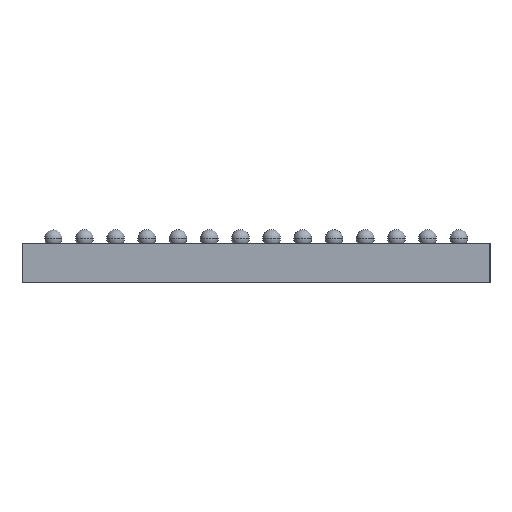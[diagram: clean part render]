
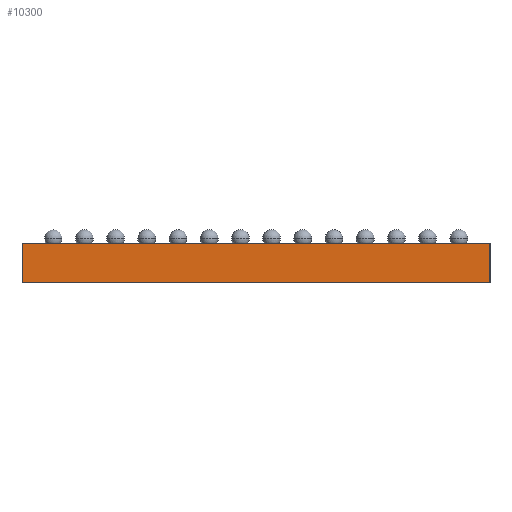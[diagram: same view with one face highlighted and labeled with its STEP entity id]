
A CAD part, left-side view. The second image highlights one B-rep face of the part: STEP entity #10300.
In plain terms, the highlighted planar face has unit normal (-1, 0, 0).
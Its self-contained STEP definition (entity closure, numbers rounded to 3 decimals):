
#158 = CARTESIAN_POINT ( 'NONE',  ( -6., 6., 0. ) ) ;
#641 = ORIENTED_EDGE ( 'NONE', *, *, #9836, .F. ) ;
#1346 = ORIENTED_EDGE ( 'NONE', *, *, #14179, .T. ) ;
#1990 = ORIENTED_EDGE ( 'NONE', *, *, #14500, .F. ) ;
#2123 = VERTEX_POINT ( 'NONE', #4267 ) ;
#2513 = ORIENTED_EDGE ( 'NONE', *, *, #11293, .T. ) ;
#2828 = VERTEX_POINT ( 'NONE', #158 ) ;
#2938 = VECTOR ( 'NONE', #8614, 1000. ) ;
#3320 = CARTESIAN_POINT ( 'NONE',  ( -6., 6., 1. ) ) ;
#4267 = CARTESIAN_POINT ( 'NONE',  ( -6., -6., 0. ) ) ;
#4288 = VERTEX_POINT ( 'NONE', #5820 ) ;
#4554 = DIRECTION ( 'NONE',  ( 0., -1., 0. ) ) ;
#4774 = CARTESIAN_POINT ( 'NONE',  ( -6., -6., 1. ) ) ;
#5134 = VECTOR ( 'NONE', #4554, 1000. ) ;
#5145 = VECTOR ( 'NONE', #8284, 1000. ) ;
#5802 = CARTESIAN_POINT ( 'NONE',  ( -6., 6., 0. ) ) ;
#5820 = CARTESIAN_POINT ( 'NONE',  ( -6., -6., 1. ) ) ;
#6266 = PLANE ( 'NONE',  #15128 ) ;
#6329 = CARTESIAN_POINT ( 'NONE',  ( -6., 6., 1. ) ) ;
#6897 = CARTESIAN_POINT ( 'NONE',  ( -6., 6., 1. ) ) ;
#7725 = EDGE_LOOP ( 'NONE', ( #1346, #1990, #641, #2513 ) ) ;
#8284 = DIRECTION ( 'NONE',  ( 0., 0., -1. ) ) ;
#8614 = DIRECTION ( 'NONE',  ( 0., -1., 0. ) ) ;
#8838 = DIRECTION ( 'NONE',  ( 1., 0., 0. ) ) ;
#9836 = EDGE_CURVE ( 'NONE', #10778, #4288, #14688, .T. ) ;
#10300 = ADVANCED_FACE ( 'NONE', ( #16299 ), #6266, .F. ) ;
#10778 = VERTEX_POINT ( 'NONE', #6329 ) ;
#10792 = LINE ( 'NONE', #6897, #15952 ) ;
#11293 = EDGE_CURVE ( 'NONE', #10778, #2828, #10792, .T. ) ;
#11326 = CARTESIAN_POINT ( 'NONE',  ( -6., 6., 1. ) ) ;
#13118 = DIRECTION ( 'NONE',  ( 0., 0., -1. ) ) ;
#13910 = DIRECTION ( 'NONE',  ( 0., 1., 0. ) ) ;
#14179 = EDGE_CURVE ( 'NONE', #2828, #2123, #14603, .T. ) ;
#14500 = EDGE_CURVE ( 'NONE', #4288, #2123, #14820, .T. ) ;
#14603 = LINE ( 'NONE', #5802, #5134 ) ;
#14688 = LINE ( 'NONE', #3320, #2938 ) ;
#14820 = LINE ( 'NONE', #4774, #5145 ) ;
#15128 = AXIS2_PLACEMENT_3D ( 'NONE', #11326, #8838, #13910 ) ;
#15952 = VECTOR ( 'NONE', #13118, 1000. ) ;
#16299 = FACE_OUTER_BOUND ( 'NONE', #7725, .T. ) ;
